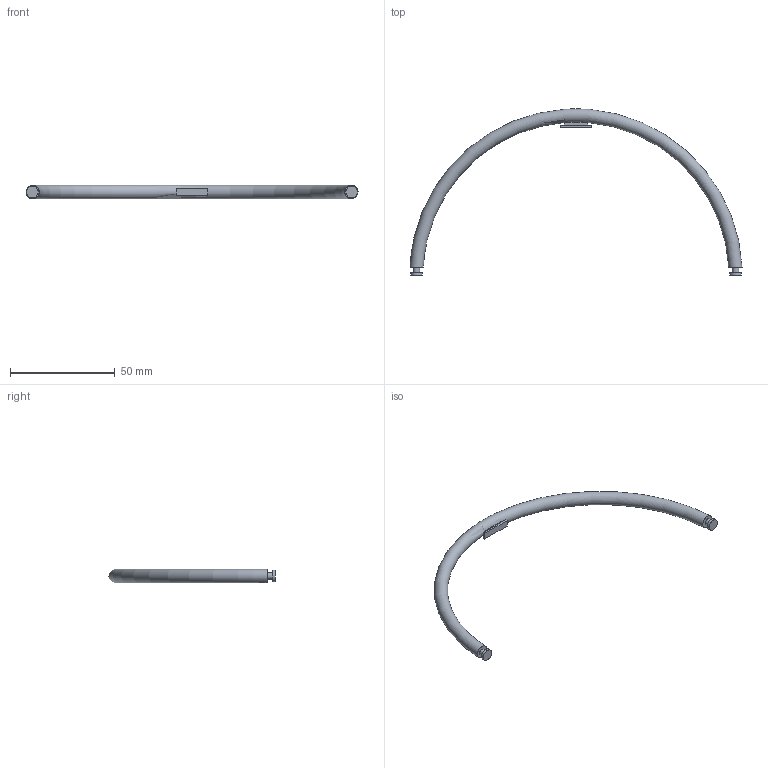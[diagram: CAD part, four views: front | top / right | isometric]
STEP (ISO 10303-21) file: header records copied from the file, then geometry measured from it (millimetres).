
FILE_DESCRIPTION(/* description */ ('Alibre Inc.'),/* implementation_level */ '2;1');
FILE_NAME(/* name */ 'export0',/* time_stamp */ '2013-09-08T12:21:03-04:00',/* author */ (''),/* organization */ (''),/* preprocessor_version */ 'ST-DEVELOPER v14',/* originating_system */ 'Alibre',/* authorisation */ '');
FILE_SCHEMA (('CONFIG_CONTROL_DESIGN'));
Length unit declared in the file: centimetre
Products named in the file (1): ID_1
Bounding box: 158.57 x 79.33 x 6.35 mm (x, y, z)
Volume: 7502.4 mm3; surface area: 4992.6 mm2
Topology: 1 solids, 1 shells, 21 faces, 39 edges, 26 vertices
Faces by surface type: plane 16, cylinder 4, torus 1
Full cylindrical faces by diameter (mm): 3.032 x2, 5.572 x2
Entity records: 642 total; most frequent: CARTESIAN_POINT 165, ORIENTED_EDGE 68, DIRECTION 65, EDGE_CURVE 34, EDGE_LOOP 32, FACE_BOUND 32, AXIS2_PLACEMENT_3D 31, VERTEX_POINT 26
